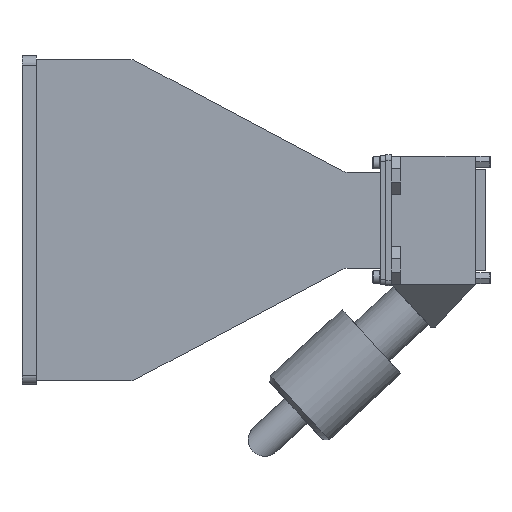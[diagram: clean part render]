
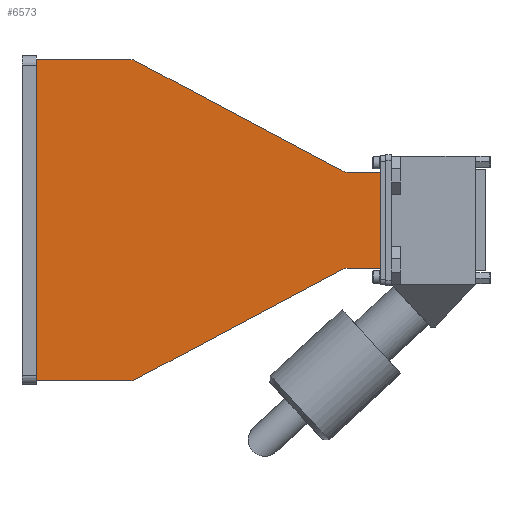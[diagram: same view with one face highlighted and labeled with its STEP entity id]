
A CAD part, left-side view. The second image highlights one B-rep face of the part: STEP entity #6573.
In plain terms, the highlighted planar face has unit normal (-1, 0, 0).
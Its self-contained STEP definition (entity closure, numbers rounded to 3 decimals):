
#322=PLANE('',#7132);
#839=FACE_OUTER_BOUND('',#1243,.T.);
#1243=EDGE_LOOP('',(#5687,#5688,#5689,#5690,#5691,#5692,#5693,#5694,#5695,
#5696,#5697,#5698));
#1478=CIRCLE('',#7133,5.);
#1479=CIRCLE('',#7134,5.);
#1480=CIRCLE('',#7135,5.);
#1481=CIRCLE('',#7136,5.);
#1988=LINE('',#19376,#2469);
#2024=LINE('',#19462,#2505);
#2027=LINE('',#19468,#2508);
#2028=LINE('',#19472,#2509);
#2029=LINE('',#19476,#2510);
#2030=LINE('',#19478,#2511);
#2031=LINE('',#19480,#2512);
#2032=LINE('',#19484,#2513);
#2469=VECTOR('',#8422,10.);
#2505=VECTOR('',#8502,10.);
#2508=VECTOR('',#8507,10.);
#2509=VECTOR('',#8510,10.);
#2510=VECTOR('',#8513,10.);
#2511=VECTOR('',#8514,10.);
#2512=VECTOR('',#8515,10.);
#2513=VECTOR('',#8518,10.);
#3097=VERTEX_POINT('',#19372);
#3099=VERTEX_POINT('',#19375);
#3127=VERTEX_POINT('',#19461);
#3129=VERTEX_POINT('',#19467);
#3130=VERTEX_POINT('',#19469);
#3131=VERTEX_POINT('',#19471);
#3132=VERTEX_POINT('',#19473);
#3133=VERTEX_POINT('',#19475);
#3134=VERTEX_POINT('',#19477);
#3135=VERTEX_POINT('',#19479);
#3136=VERTEX_POINT('',#19481);
#3137=VERTEX_POINT('',#19483);
#3966=EDGE_CURVE('',#3099,#3097,#1988,.T.);
#4009=EDGE_CURVE('',#3127,#3099,#2024,.T.);
#4012=EDGE_CURVE('',#3129,#3097,#2027,.T.);
#4013=EDGE_CURVE('',#3130,#3129,#1478,.T.);
#4014=EDGE_CURVE('',#3131,#3130,#2028,.T.);
#4015=EDGE_CURVE('',#3132,#3131,#1479,.T.);
#4016=EDGE_CURVE('',#3133,#3132,#2029,.T.);
#4017=EDGE_CURVE('',#3133,#3134,#2030,.T.);
#4018=EDGE_CURVE('',#3134,#3135,#2031,.T.);
#4019=EDGE_CURVE('',#3136,#3135,#1480,.T.);
#4020=EDGE_CURVE('',#3136,#3137,#2032,.T.);
#4021=EDGE_CURVE('',#3127,#3137,#1481,.T.);
#5687=ORIENTED_EDGE('',*,*,#3966,.T.);
#5688=ORIENTED_EDGE('',*,*,#4012,.F.);
#5689=ORIENTED_EDGE('',*,*,#4013,.F.);
#5690=ORIENTED_EDGE('',*,*,#4014,.F.);
#5691=ORIENTED_EDGE('',*,*,#4015,.F.);
#5692=ORIENTED_EDGE('',*,*,#4016,.F.);
#5693=ORIENTED_EDGE('',*,*,#4017,.T.);
#5694=ORIENTED_EDGE('',*,*,#4018,.T.);
#5695=ORIENTED_EDGE('',*,*,#4019,.F.);
#5696=ORIENTED_EDGE('',*,*,#4020,.T.);
#5697=ORIENTED_EDGE('',*,*,#4021,.F.);
#5698=ORIENTED_EDGE('',*,*,#4009,.T.);
#6573=ADVANCED_FACE('',(#839),#322,.T.);
#7132=AXIS2_PLACEMENT_3D('',#19466,#8505,#8506);
#7133=AXIS2_PLACEMENT_3D('',#19470,#8508,#8509);
#7134=AXIS2_PLACEMENT_3D('',#19474,#8511,#8512);
#7135=AXIS2_PLACEMENT_3D('',#19482,#8516,#8517);
#7136=AXIS2_PLACEMENT_3D('',#19485,#8519,#8520);
#8422=DIRECTION('',(0.,0.,-1.));
#8502=DIRECTION('',(0.,1.,0.));
#8505=DIRECTION('center_axis',(-1.,0.,0.));
#8506=DIRECTION('ref_axis',(0.,0.,1.));
#8507=DIRECTION('',(0.,1.,0.));
#8508=DIRECTION('center_axis',(1.,0.,0.));
#8509=DIRECTION('ref_axis',(0.,-0.242,-0.97));
#8510=DIRECTION('',(0.,0.883,-0.469));
#8511=DIRECTION('center_axis',(-1.,0.,0.));
#8512=DIRECTION('ref_axis',(0.,0.242,0.97));
#8513=DIRECTION('',(0.,1.,0.));
#8514=DIRECTION('',(0.,0.,1.));
#8515=DIRECTION('',(0.,1.,0.));
#8516=DIRECTION('center_axis',(-1.,0.,0.));
#8517=DIRECTION('ref_axis',(0.,0.242,-0.97));
#8518=DIRECTION('',(0.,0.883,0.469));
#8519=DIRECTION('center_axis',(1.,0.,0.));
#8520=DIRECTION('ref_axis',(0.,-0.242,0.97));
#19372=CARTESIAN_POINT('',(-93.,237.7,-87.));
#19375=CARTESIAN_POINT('',(-93.,237.7,87.));
#19376=CARTESIAN_POINT('',(-93.,237.7,21.75));
#19461=CARTESIAN_POINT('',(-93.,186.546,87.));
#19462=CARTESIAN_POINT('',(-93.,185.3,87.));
#19466=CARTESIAN_POINT('Origin',(-93.,146.9,43.5));
#19467=CARTESIAN_POINT('',(-93.,186.546,-87.));
#19468=CARTESIAN_POINT('',(-93.,185.3,-87.));
#19469=CARTESIAN_POINT('',(-93.,184.2,-86.415));
#19470=CARTESIAN_POINT('Origin',(-93.,186.546,-82.));
#19471=CARTESIAN_POINT('',(-93.,71.6,-26.585));
#19472=CARTESIAN_POINT('',(-93.,70.5,-26.));
#19473=CARTESIAN_POINT('',(-93.,69.254,-26.));
#19474=CARTESIAN_POINT('Origin',(-93.,69.254,-31.));
#19475=CARTESIAN_POINT('',(-93.,51.3,-26.));
#19476=CARTESIAN_POINT('',(-93.,51.3,-26.));
#19477=CARTESIAN_POINT('',(-93.,51.3,26.));
#19478=CARTESIAN_POINT('',(-93.,51.3,21.75));
#19479=CARTESIAN_POINT('',(-93.,69.254,26.));
#19480=CARTESIAN_POINT('',(-93.,51.3,26.));
#19481=CARTESIAN_POINT('',(-93.,71.6,26.585));
#19482=CARTESIAN_POINT('Origin',(-93.,69.254,31.));
#19483=CARTESIAN_POINT('',(-93.,184.2,86.415));
#19484=CARTESIAN_POINT('',(-93.,70.5,26.));
#19485=CARTESIAN_POINT('Origin',(-93.,186.546,82.));
